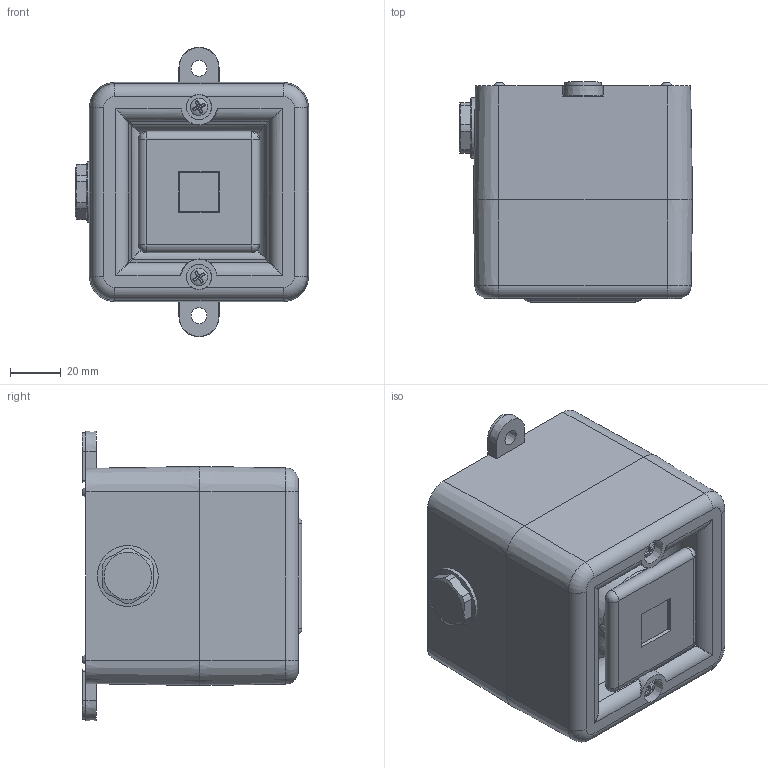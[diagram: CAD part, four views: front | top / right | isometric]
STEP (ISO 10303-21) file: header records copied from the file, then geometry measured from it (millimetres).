
FILE_DESCRIPTION (( 'STEP AP214' ), '1' );
FILE_NAME ('D218-05-001-3D_Issue_A-multipurpose backbox.STEP', '2021-03-31T15:22:10', ( '' ), ( '' ), 'SwSTEP 2.0', 'SolidWorks 2020', '' );
FILE_SCHEMA (( 'AUTOMOTIVE_DESIGN' ));
Length unit declared in the file: millimetre
Products named in the file (7): A100 Lug; D151-50-001-3D_Issue_A-Basic; SCSSST6X12P; D218-05-001-3D_Issue_A-multipurpose backbox; Multipurpose Back Box; D0120-002 basic; D 0120-003 basic_remove detail
Assembly tree (8 placements, depth 2):
  D218-05-001-3D_Issue_A-multipurpose backbox
    D0120-002 basic
    D 0120-003 basic_remove detail
    A100 Lug  x2
    SCSSST6X12P  x2
    D151-50-001-3D_Issue_A-Basic
    Multipurpose Back Box
Bounding box: 91.92 x 86.59 x 114.13 mm (x, y, z)
Volume: 265077.6 mm3; surface area: 109687.2 mm2
Topology: 8 solids, 8 shells, 487 faces, 1203 edges, 742 vertices
Faces by surface type: plane 214, cylinder 126, cone 70, bspline 53, torus 19, sphere 5
Full cylindrical faces by diameter (mm): 2.9 x4, 3.45 x2, 3.6 x2, 3.8 x2, 5 x2, 6.8 x2, 7.2 x2, 16 x1, 17.8 x1, 24 x1
Entity records: 16890 total; most frequent: CARTESIAN_POINT 7380, ORIENTED_EDGE 1930, DIRECTION 1858, EDGE_CURVE 965, AXIS2_PLACEMENT_3D 710, VERTEX_POINT 627, EDGE_LOOP 500, FACE_OUTER_BOUND 443
